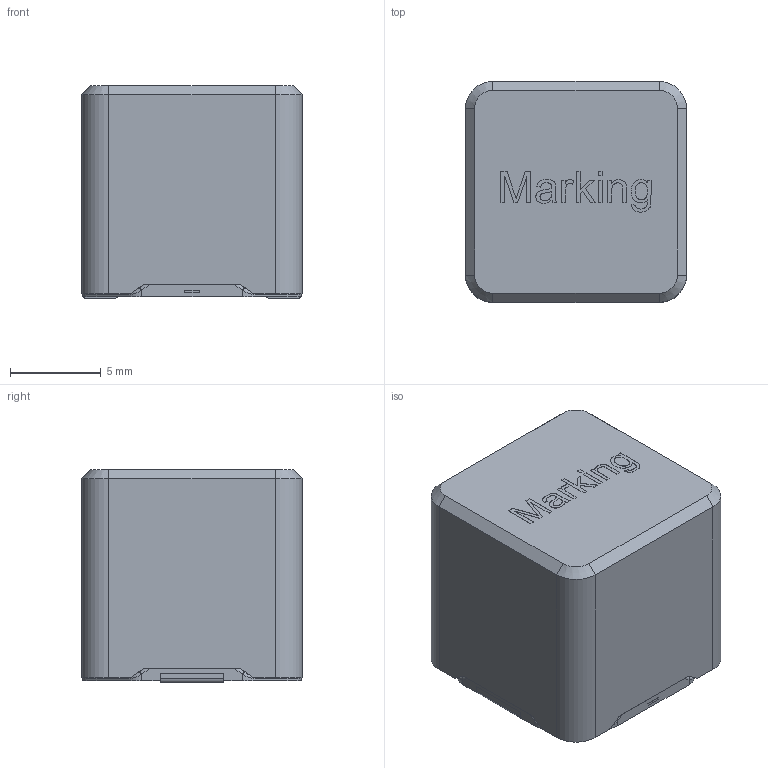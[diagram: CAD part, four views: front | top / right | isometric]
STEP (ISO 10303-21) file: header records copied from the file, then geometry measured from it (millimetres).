
FILE_DESCRIPTION(/* description */ ('Unknown'),/* implementation_level */ '2;1');
FILE_NAME(/* name */ '784332xxx',/* time_stamp */ '2016-05-10T15:28:13+02:00',/* author */ ('Unknown'),/* organization */ ('Unknown'),/* preprocessor_version */ 'ST-DEVELOPER v16.7',/* originating_system */ 'DEX',/* authorisation */ $);
FILE_SCHEMA (('AUTOMOTIVE_DESIGN {1 0 10303 214 3 1 1}'));
Length unit declared in the file: millimetre
Products named in the file (6): 784332xxx; cube 12x12; Plastic base+clip-V6; plastic base-V6-oa0; clip-0,25mm-oa1; clip-0,25mm-oa1_0
Assembly tree (5 placements, depth 3):
  784332xxx
    cube 12x12
    Plastic base+clip-V6
      plastic base-V6-oa0
      clip-0,25mm-oa1
      clip-0,25mm-oa1_0
Bounding box: 12.2 x 12.2 x 11.75 mm (x, y, z)
Volume: 1714.8 mm3; surface area: 1252.7 mm2
Topology: 4 solids, 4 shells, 298 faces, 804 edges, 518 vertices
Faces by surface type: plane 184, cylinder 80, bspline 24, torus 6, cone 4
Full cylindrical faces by diameter (mm): 1.85 x2
Entity records: 11392 total; most frequent: CARTESIAN_POINT 3249, ORIENTED_EDGE 1598, DIRECTION 1413, EDGE_CURVE 799, VERTEX_POINT 518, LINE 489, VECTOR 489, AXIS2_PLACEMENT_3D 462
